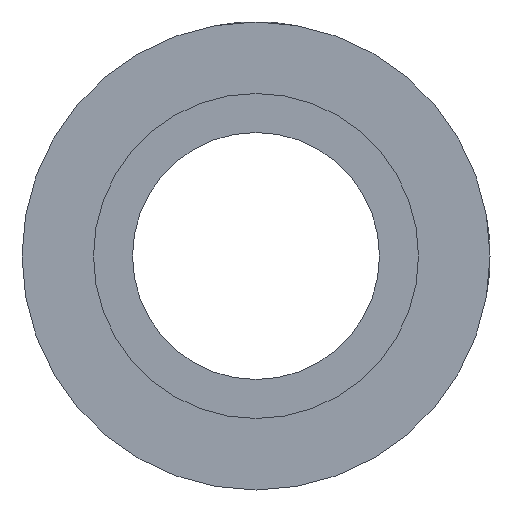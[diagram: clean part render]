
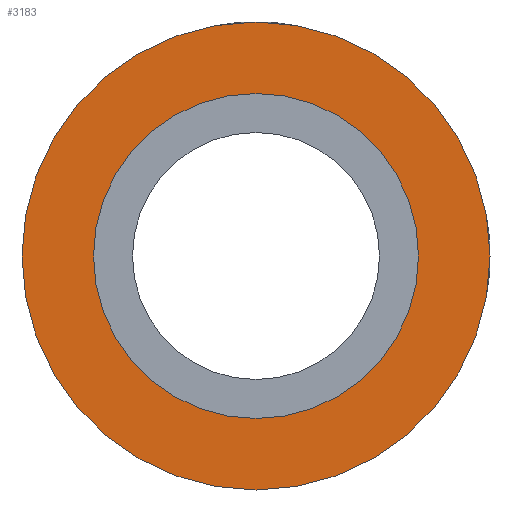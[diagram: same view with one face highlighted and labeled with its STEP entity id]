
A CAD part, front view. The second image highlights one B-rep face of the part: STEP entity #3183.
In plain terms, the highlighted planar face has unit normal (0, -1, 0).
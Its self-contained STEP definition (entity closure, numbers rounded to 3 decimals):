
#23 = VERTEX_POINT ( 'NONE', #497 ) ;
#121 = VERTEX_POINT ( 'NONE', #3002 ) ;
#211 = EDGE_LOOP ( 'NONE', ( #2760, #4508 ) ) ;
#249 = DIRECTION ( 'NONE',  ( 0., -1., 0. ) ) ;
#451 = DIRECTION ( 'NONE',  ( 0., -1., 0. ) ) ;
#471 = VERTEX_POINT ( 'NONE', #4044 ) ;
#497 = CARTESIAN_POINT ( 'NONE',  ( -2.519, -2.621, 54. ) ) ;
#584 = EDGE_CURVE ( 'NONE', #471, #2056, #4459, .T. ) ;
#615 = DIRECTION ( 'NONE',  ( 0., -1., 0. ) ) ;
#686 = CARTESIAN_POINT ( 'NONE',  ( -2.519, -2.621, 36. ) ) ;
#895 = AXIS2_PLACEMENT_3D ( 'NONE', #2902, #2608, #3587 ) ;
#1094 = CIRCLE ( 'NONE', #1925, 18. ) ;
#1335 = ORIENTED_EDGE ( 'NONE', *, *, #1347, .T. ) ;
#1347 = EDGE_CURVE ( 'NONE', #23, #121, #2674, .T. ) ;
#1473 = AXIS2_PLACEMENT_3D ( 'NONE', #2298, #2936, #1951 ) ;
#1925 = AXIS2_PLACEMENT_3D ( 'NONE', #2718, #249, #3480 ) ;
#1951 = DIRECTION ( 'NONE',  ( 0., 0., -1. ) ) ;
#2052 = FACE_BOUND ( 'NONE', #211, .T. ) ;
#2056 = VERTEX_POINT ( 'NONE', #3853 ) ;
#2288 = AXIS2_PLACEMENT_3D ( 'NONE', #3120, #615, #3877 ) ;
#2298 = CARTESIAN_POINT ( 'NONE',  ( -2.519, -2.621, 36. ) ) ;
#2467 = FACE_OUTER_BOUND ( 'NONE', #4425, .T. ) ;
#2608 = DIRECTION ( 'NONE',  ( 0., -1., 0. ) ) ;
#2674 = CIRCLE ( 'NONE', #895, 18. ) ;
#2718 = CARTESIAN_POINT ( 'NONE',  ( -2.519, -2.621, 36. ) ) ;
#2760 = ORIENTED_EDGE ( 'NONE', *, *, #584, .F. ) ;
#2855 = ORIENTED_EDGE ( 'NONE', *, *, #4363, .T. ) ;
#2860 = DIRECTION ( 'NONE',  ( 0., 0., -1. ) ) ;
#2877 = EDGE_CURVE ( 'NONE', #2056, #471, #4444, .T. ) ;
#2902 = CARTESIAN_POINT ( 'NONE',  ( -2.519, -2.621, 36. ) ) ;
#2936 = DIRECTION ( 'NONE',  ( 0., -1., 0. ) ) ;
#3002 = CARTESIAN_POINT ( 'NONE',  ( -2.519, -2.621, 18. ) ) ;
#3120 = CARTESIAN_POINT ( 'NONE',  ( -2.519, -2.621, 36. ) ) ;
#3183 = ADVANCED_FACE ( 'NONE', ( #2052, #2467 ), #4530, .T. ) ;
#3480 = DIRECTION ( 'NONE',  ( 0., 0., -1. ) ) ;
#3587 = DIRECTION ( 'NONE',  ( 0., 0., -1. ) ) ;
#3853 = CARTESIAN_POINT ( 'NONE',  ( -2.519, -2.621, 48.5 ) ) ;
#3877 = DIRECTION ( 'NONE',  ( 0., 0., -1. ) ) ;
#4044 = CARTESIAN_POINT ( 'NONE',  ( -2.519, -2.621, 23.5 ) ) ;
#4062 = AXIS2_PLACEMENT_3D ( 'NONE', #686, #451, #2860 ) ;
#4363 = EDGE_CURVE ( 'NONE', #121, #23, #1094, .T. ) ;
#4425 = EDGE_LOOP ( 'NONE', ( #2855, #1335 ) ) ;
#4444 = CIRCLE ( 'NONE', #4062, 12.5 ) ;
#4459 = CIRCLE ( 'NONE', #1473, 12.5 ) ;
#4508 = ORIENTED_EDGE ( 'NONE', *, *, #2877, .F. ) ;
#4530 = PLANE ( 'NONE',  #2288 ) ;
